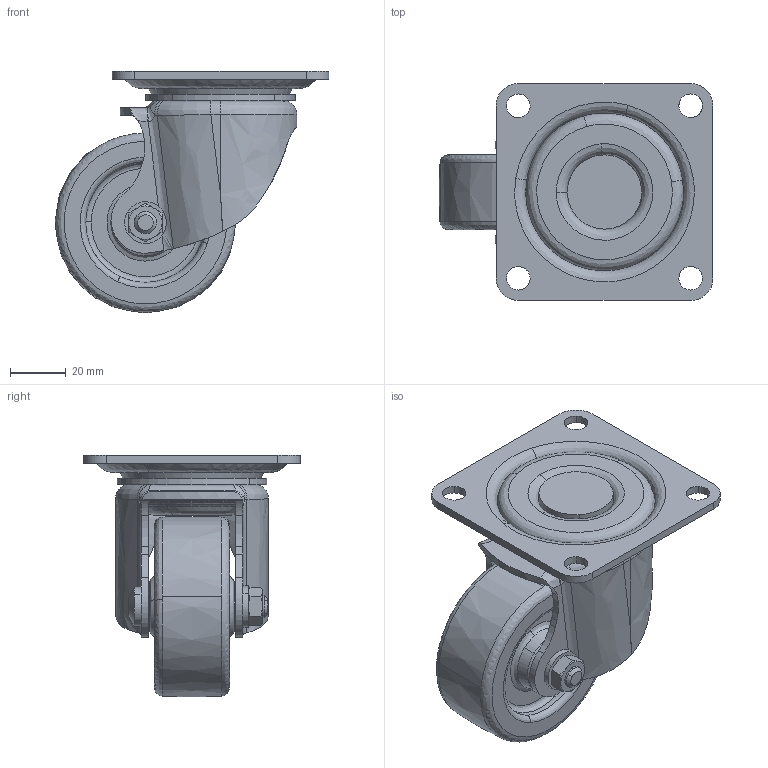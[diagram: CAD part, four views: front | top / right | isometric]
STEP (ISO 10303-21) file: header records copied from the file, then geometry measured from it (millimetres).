
FILE_DESCRIPTION((''),'2;1');
FILE_NAME('','2006-01-18T12:29:44',(''),(''),'','CADfix','');
FILE_SCHEMA(('AUTOMOTIVE_DESIGN'));
Length unit declared in the file: millimetre
Products named in the file (6): wheel; mounting plate; main shaft; body; axle; No_105JH_P_31522_36
Assembly tree (5 placements, depth 2):
  No_105JH_P_31522_36
    wheel
    mounting plate
    main shaft
    body
    axle
Bounding box: 98.5 x 78 x 87 mm (x, y, z)
Volume: 145780 mm3; surface area: 52111.9 mm2
Topology: 5 solids, 5 shells, 274 faces, 910 edges, 663 vertices
Faces by surface type: bspline 274
Entity records: 16841 total; most frequent: CARTESIAN_POINT 11427, ORIENTED_EDGE 1816, EDGE_CURVE 908, B_SPLINE_CURVE_WITH_KNOTS 724, VERTEX_POINT 663, EDGE_LOOP 311, FACE_OUTER_BOUND 274, ADVANCED_FACE 274
